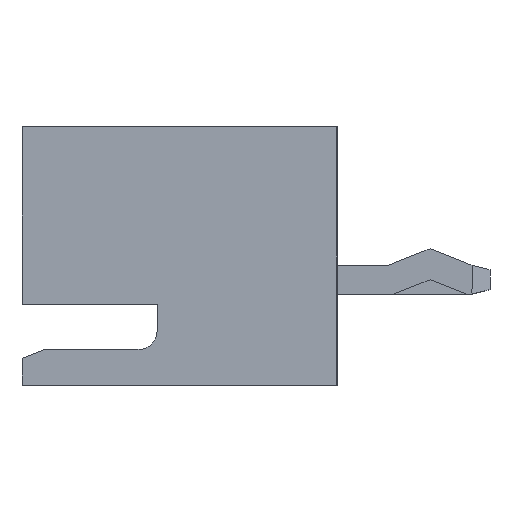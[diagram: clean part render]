
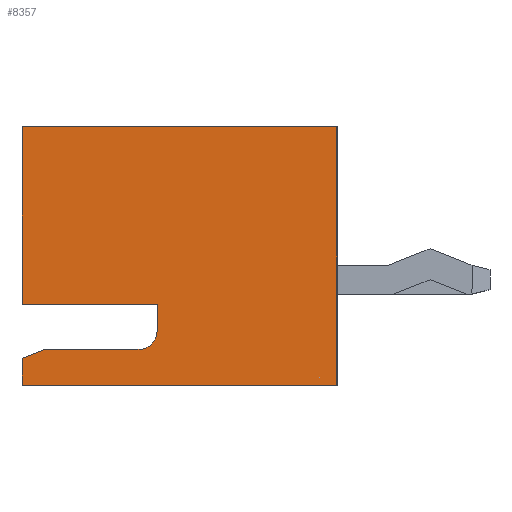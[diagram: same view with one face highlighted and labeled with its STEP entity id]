
A CAD part, left-side view. The second image highlights one B-rep face of the part: STEP entity #8357.
In plain terms, the highlighted planar face has unit normal (-1, 0, 0).
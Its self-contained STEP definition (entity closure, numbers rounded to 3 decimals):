
#51 = DIRECTION ( 'NONE',  ( 0., 1., 0. ) ) ;
#190 = EDGE_CURVE ( 'NONE', #8550, #7076, #8190, .T. ) ;
#831 = CARTESIAN_POINT ( 'NONE',  ( -11.781, 5.356, 16.691 ) ) ;
#897 = ORIENTED_EDGE ( 'NONE', *, *, #7482, .T. ) ;
#1013 = DIRECTION ( 'NONE',  ( 1., 0., 0. ) ) ;
#1153 = VERTEX_POINT ( 'NONE', #7227 ) ;
#1167 = LINE ( 'NONE', #2247, #4671 ) ;
#1351 = ORIENTED_EDGE ( 'NONE', *, *, #190, .T. ) ;
#1403 = CARTESIAN_POINT ( 'NONE',  ( -11.781, 12.356, 16.691 ) ) ;
#1472 = VECTOR ( 'NONE', #51, 1000. ) ;
#1477 = LINE ( 'NONE', #4918, #8085 ) ;
#1497 = DIRECTION ( 'NONE',  ( 0., -1., 0. ) ) ;
#1550 = CARTESIAN_POINT ( 'NONE',  ( -11.781, 12.356, 10.941 ) ) ;
#1577 = ORIENTED_EDGE ( 'NONE', *, *, #7289, .T. ) ;
#1741 = CARTESIAN_POINT ( 'NONE',  ( -11.781, 9.356, 12.741 ) ) ;
#1828 = LINE ( 'NONE', #8622, #9252 ) ;
#2014 = CARTESIAN_POINT ( 'NONE',  ( -11.781, 6.156, 11.741 ) ) ;
#2216 = EDGE_CURVE ( 'NONE', #7296, #3821, #1477, .T. ) ;
#2247 = CARTESIAN_POINT ( 'NONE',  ( -11.781, 12.356, 12.741 ) ) ;
#2285 = VECTOR ( 'NONE', #7867, 1000. ) ;
#2490 = CARTESIAN_POINT ( 'NONE',  ( -11.781, 9.756, 12.141 ) ) ;
#2814 = LINE ( 'NONE', #2824, #6494 ) ;
#2824 = CARTESIAN_POINT ( 'NONE',  ( -11.781, 12.356, 11.741 ) ) ;
#2855 = ORIENTED_EDGE ( 'NONE', *, *, #5240, .T. ) ;
#2926 = VERTEX_POINT ( 'NONE', #2954 ) ;
#2954 = CARTESIAN_POINT ( 'NONE',  ( -11.781, 9.356, 12.741 ) ) ;
#3076 = CARTESIAN_POINT ( 'NONE',  ( -11.781, 12.356, 16.691 ) ) ;
#3134 = LINE ( 'NONE', #3856, #1472 ) ;
#3522 = EDGE_CURVE ( 'NONE', #4332, #2926, #1167, .T. ) ;
#3641 = VERTEX_POINT ( 'NONE', #3076 ) ;
#3821 = VERTEX_POINT ( 'NONE', #831 ) ;
#3856 = CARTESIAN_POINT ( 'NONE',  ( -11.781, 5.356, 16.691 ) ) ;
#4021 = DIRECTION ( 'NONE',  ( 0., 0., -1. ) ) ;
#4102 = CARTESIAN_POINT ( 'NONE',  ( -11.781, 0., 0. ) ) ;
#4164 = VECTOR ( 'NONE', #4021, 1000. ) ;
#4286 = DIRECTION ( 'NONE',  ( 0., 0., -1. ) ) ;
#4332 = VERTEX_POINT ( 'NONE', #4561 ) ;
#4405 = EDGE_CURVE ( 'NONE', #3821, #3641, #3134, .T. ) ;
#4561 = CARTESIAN_POINT ( 'NONE',  ( -11.781, 12.356, 12.741 ) ) ;
#4624 = LINE ( 'NONE', #1741, #4164 ) ;
#4665 = ORIENTED_EDGE ( 'NONE', *, *, #4405, .T. ) ;
#4671 = VECTOR ( 'NONE', #1497, 1000. ) ;
#4702 = LINE ( 'NONE', #2014, #2285 ) ;
#4874 = VECTOR ( 'NONE', #7386, 1000. ) ;
#4918 = CARTESIAN_POINT ( 'NONE',  ( -11.781, 5.356, 10.941 ) ) ;
#5240 = EDGE_CURVE ( 'NONE', #1153, #8550, #4702, .T. ) ;
#5314 = CARTESIAN_POINT ( 'NONE',  ( -11.781, 11.856, 11.741 ) ) ;
#5866 = VECTOR ( 'NONE', #7705, 1000. ) ;
#5876 = ORIENTED_EDGE ( 'NONE', *, *, #3522, .T. ) ;
#6045 = EDGE_CURVE ( 'NONE', #3641, #4332, #8004, .T. ) ;
#6226 = DIRECTION ( 'NONE',  ( 0., 1., 0. ) ) ;
#6378 = ORIENTED_EDGE ( 'NONE', *, *, #9077, .T. ) ;
#6494 = VECTOR ( 'NONE', #4286, 1000. ) ;
#6595 = CIRCLE ( 'NONE', #8807, 0.4 ) ;
#6699 = EDGE_CURVE ( 'NONE', #7493, #1153, #6595, .T. ) ;
#7009 = CARTESIAN_POINT ( 'NONE',  ( -11.781, 5.356, 10.941 ) ) ;
#7076 = VERTEX_POINT ( 'NONE', #9566 ) ;
#7224 = DIRECTION ( 'NONE',  ( 0., 0., 1. ) ) ;
#7227 = CARTESIAN_POINT ( 'NONE',  ( -11.781, 9.756, 11.741 ) ) ;
#7289 = EDGE_CURVE ( 'NONE', #2926, #7493, #4624, .T. ) ;
#7296 = VERTEX_POINT ( 'NONE', #7009 ) ;
#7386 = DIRECTION ( 'NONE',  ( 0., 0., -1. ) ) ;
#7482 = EDGE_CURVE ( 'NONE', #8693, #7296, #1828, .T. ) ;
#7493 = VERTEX_POINT ( 'NONE', #9399 ) ;
#7653 = DIRECTION ( 'NONE',  ( 0., -1., 0. ) ) ;
#7705 = DIRECTION ( 'NONE',  ( 0., 0.928, -0.371 ) ) ;
#7768 = ORIENTED_EDGE ( 'NONE', *, *, #6045, .T. ) ;
#7867 = DIRECTION ( 'NONE',  ( 0., 1., 0. ) ) ;
#8004 = LINE ( 'NONE', #1403, #4874 ) ;
#8085 = VECTOR ( 'NONE', #7224, 1000. ) ;
#8190 = LINE ( 'NONE', #5314, #5866 ) ;
#8357 = ADVANCED_FACE ( 'NONE', ( #9448 ), #9308, .F. ) ;
#8550 = VERTEX_POINT ( 'NONE', #8752 ) ;
#8584 = DIRECTION ( 'NONE',  ( 0., -1., 0. ) ) ;
#8622 = CARTESIAN_POINT ( 'NONE',  ( -11.781, 12.356, 10.941 ) ) ;
#8693 = VERTEX_POINT ( 'NONE', #1550 ) ;
#8752 = CARTESIAN_POINT ( 'NONE',  ( -11.781, 11.856, 11.741 ) ) ;
#8807 = AXIS2_PLACEMENT_3D ( 'NONE', #2490, #1013, #7653 ) ;
#8839 = AXIS2_PLACEMENT_3D ( 'NONE', #4102, #9250, #6226 ) ;
#8898 = EDGE_LOOP ( 'NONE', ( #2855, #1351, #6378, #897, #9067, #4665, #7768, #5876, #1577, #9647 ) ) ;
#9067 = ORIENTED_EDGE ( 'NONE', *, *, #2216, .T. ) ;
#9077 = EDGE_CURVE ( 'NONE', #7076, #8693, #2814, .T. ) ;
#9250 = DIRECTION ( 'NONE',  ( 1., 0., 0. ) ) ;
#9252 = VECTOR ( 'NONE', #8584, 1000. ) ;
#9308 = PLANE ( 'NONE',  #8839 ) ;
#9399 = CARTESIAN_POINT ( 'NONE',  ( -11.781, 9.356, 12.141 ) ) ;
#9448 = FACE_OUTER_BOUND ( 'NONE', #8898, .T. ) ;
#9566 = CARTESIAN_POINT ( 'NONE',  ( -11.781, 12.356, 11.541 ) ) ;
#9647 = ORIENTED_EDGE ( 'NONE', *, *, #6699, .T. ) ;
